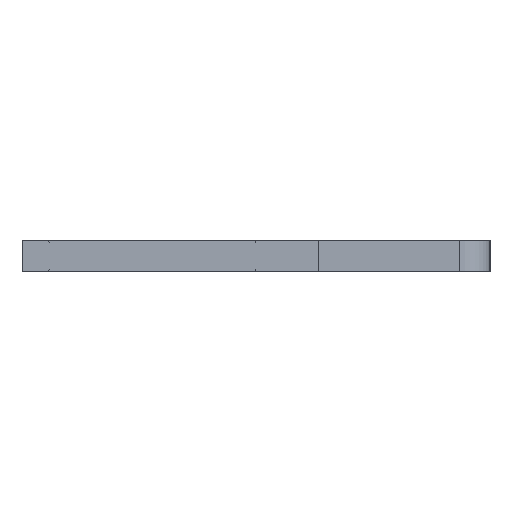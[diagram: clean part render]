
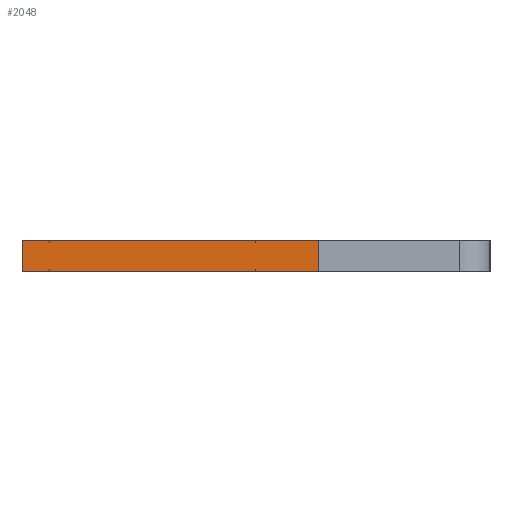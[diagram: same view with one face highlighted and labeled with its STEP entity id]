
A CAD part, left-side view. The second image highlights one B-rep face of the part: STEP entity #2048.
In plain terms, the highlighted face is planar.
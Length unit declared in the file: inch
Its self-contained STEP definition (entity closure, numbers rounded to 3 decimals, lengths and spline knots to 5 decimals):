
#149 = CARTESIAN_POINT ( 'NONE',  ( 0.01, 0.15, -0.04 ) ) ;
#157 = VERTEX_POINT ( 'NONE', #1345 ) ;
#207 = EDGE_CURVE ( 'NONE', #157, #1219, #280, .T. ) ;
#224 = AXIS2_PLACEMENT_3D ( 'NONE', #149, #1557, #1731 ) ;
#250 = EDGE_CURVE ( 'NONE', #259, #1260, #766, .T. ) ;
#259 = VERTEX_POINT ( 'NONE', #446 ) ;
#280 = LINE ( 'NONE', #1026, #661 ) ;
#282 = VECTOR ( 'NONE', #1217, 39.37008 ) ;
#446 = CARTESIAN_POINT ( 'NONE',  ( 0.01, -0.04, -0.04 ) ) ;
#482 = ORIENTED_EDGE ( 'NONE', *, *, #207, .T. ) ;
#568 = CARTESIAN_POINT ( 'NONE',  ( 0.01, 0.15, -0.04 ) ) ;
#605 = LINE ( 'NONE', #881, #282 ) ;
#637 = ORIENTED_EDGE ( 'NONE', *, *, #1316, .F. ) ;
#661 = VECTOR ( 'NONE', #1563, 39.37008 ) ;
#732 = DIRECTION ( 'NONE',  ( 0., 1., 0. ) ) ;
#766 = LINE ( 'NONE', #568, #1525 ) ;
#845 = ORIENTED_EDGE ( 'NONE', *, *, #250, .F. ) ;
#881 = CARTESIAN_POINT ( 'NONE',  ( 0.01, 0.15, -0.04 ) ) ;
#903 = CARTESIAN_POINT ( 'NONE',  ( 0.01, 0.15, -0.04 ) ) ;
#972 = EDGE_CURVE ( 'NONE', #259, #157, #1174, .T. ) ;
#1010 = EDGE_LOOP ( 'NONE', ( #482, #637, #845, #1041 ) ) ;
#1026 = CARTESIAN_POINT ( 'NONE',  ( -0.01, 0.15, -0.04 ) ) ;
#1041 = ORIENTED_EDGE ( 'NONE', *, *, #972, .T. ) ;
#1164 = CARTESIAN_POINT ( 'NONE',  ( -0.01, 0.15, -0.04 ) ) ;
#1174 = LINE ( 'NONE', #1675, #1967 ) ;
#1217 = DIRECTION ( 'NONE',  ( -1., 0., 0. ) ) ;
#1219 = VERTEX_POINT ( 'NONE', #1164 ) ;
#1260 = VERTEX_POINT ( 'NONE', #903 ) ;
#1316 = EDGE_CURVE ( 'NONE', #1260, #1219, #605, .T. ) ;
#1345 = CARTESIAN_POINT ( 'NONE',  ( -0.01, -0.04, -0.04 ) ) ;
#1469 = FACE_OUTER_BOUND ( 'NONE', #1010, .T. ) ;
#1484 = DIRECTION ( 'NONE',  ( -1., 0., 0. ) ) ;
#1525 = VECTOR ( 'NONE', #732, 39.37008 ) ;
#1557 = DIRECTION ( 'NONE',  ( 0., 0., 1. ) ) ;
#1562 = PLANE ( 'NONE',  #224 ) ;
#1563 = DIRECTION ( 'NONE',  ( 0., 1., 0. ) ) ;
#1675 = CARTESIAN_POINT ( 'NONE',  ( 0.01, -0.04, -0.04 ) ) ;
#1731 = DIRECTION ( 'NONE',  ( 1., 0., 0. ) ) ;
#1967 = VECTOR ( 'NONE', #1484, 39.37008 ) ;
#2048 = ADVANCED_FACE ( 'NONE', ( #1469 ), #1562, .F. ) ;
